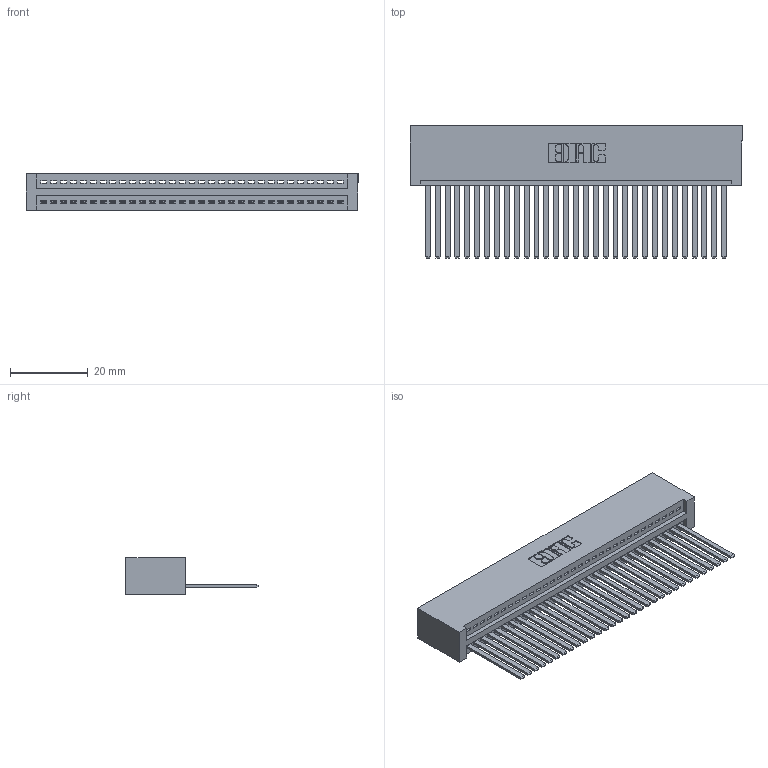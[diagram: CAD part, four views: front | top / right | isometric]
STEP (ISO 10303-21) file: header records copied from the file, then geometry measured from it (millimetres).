
FILE_DESCRIPTION (( 'STEP AP203' ), '1' );
FILE_NAME ('395-031-544-101.STEP', '2018-11-12T16:32:16', ( '' ), ( '' ), 'SwSTEP 2.0', 'SolidWorks 2016', '' );
FILE_SCHEMA (( 'CONFIG_CONTROL_DESIGN' ));
Length unit declared in the file: inch
Products named in the file (3): 345 Part_No Mounting Lugs; 395-031-544-101; 345-292-001_345-293-144
Assembly tree (32 placements, depth 2):
  395-031-544-101
    345 Part_No Mounting Lugs
    345-292-001_345-293-144  x31
Bounding box: 85.34 x 33.96 x 9.4 mm (x, y, z)
Volume: 8959.3 mm3; surface area: 13024.6 mm2
Topology: 32 solids, 32 shells, 1730 faces, 5215 edges, 3434 vertices
Faces by surface type: plane 1192, cylinder 538
Entity records: 24351 total; most frequent: CARTESIAN_POINT 4225, ORIENTED_EDGE 4190, DIRECTION 3697, EDGE_CURVE 2095, LINE 1851, VECTOR 1851, VERTEX_POINT 1394, AXIS2_PLACEMENT_3D 923
